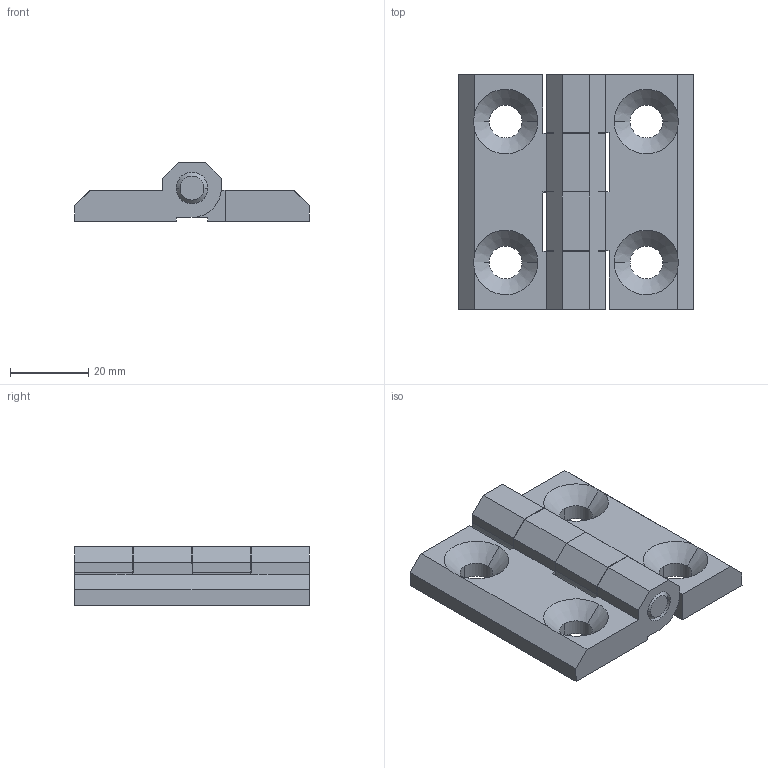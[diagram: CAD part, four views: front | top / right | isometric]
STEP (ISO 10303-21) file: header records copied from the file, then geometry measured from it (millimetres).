
FILE_DESCRIPTION(('Creo Elements/Direct Modeling STEP Export'),'2;1');
FILE_NAME('44.0340_Anschraubscharnier_60x60-schwarz.stp','2022-03-21T 9:01:04',(''),(''),'PTC Creo Elements/Direct Modeling STEP processor for AP214 (Solid Model)','PTC Creo Elements/Direct Modeling 19.0C 15-Aug-2015 (C) Parametric Technology GmbH','');
FILE_SCHEMA(('AUTOMOTIVE_DESIGN { 1 0 10303 214 1 1 1 1 }'));
Length unit declared in the file: millimetre
Products named in the file (3): H_PX174759_1_Teil-2; H_PX174757_1_Teil-1; Anschraubscharnier-MMS-44_60x60-schwarz_44.0340_PX174760
Assembly tree (2 placements, depth 2):
  Anschraubscharnier-MMS-44_60x60-schwarz_44.0340_PX174760
    H_PX174757_1_Teil-1
    H_PX174759_1_Teil-2
Bounding box: 60 x 60 x 15 mm (x, y, z)
Volume: 25182.1 mm3; surface area: 13562.5 mm2
Topology: 2 solids, 2 shells, 100 faces, 284 edges, 188 vertices
Faces by surface type: plane 62, cylinder 26, cone 12
Entity records: 3171 total; most frequent: ORIENTED_EDGE 568, CARTESIAN_POINT 547, DIRECTION 490, EDGE_CURVE 284, VECTOR 204, LINE 204, VERTEX_POINT 188, AXIS2_PLACEMENT_3D 143
